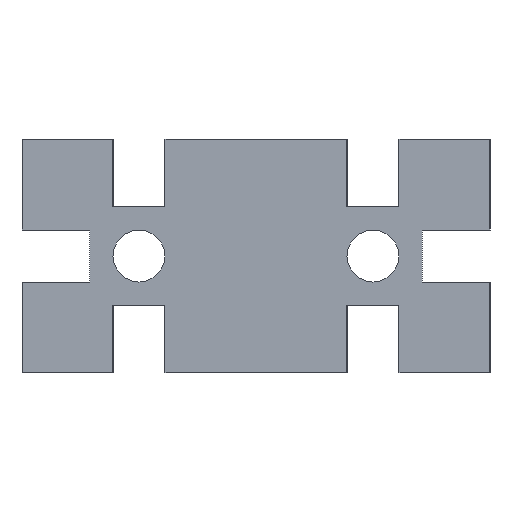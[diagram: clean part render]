
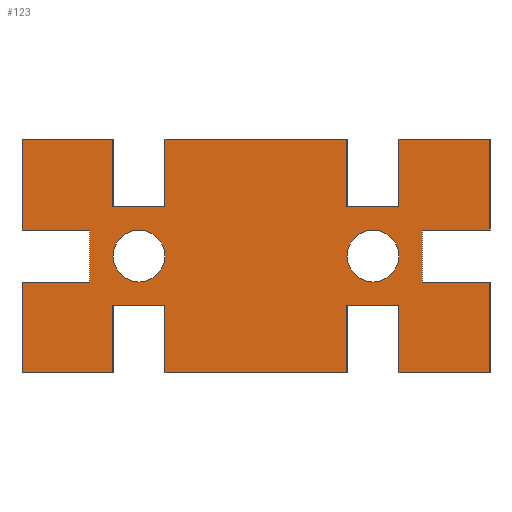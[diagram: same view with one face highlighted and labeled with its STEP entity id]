
A CAD part, left-side view. The second image highlights one B-rep face of the part: STEP entity #123.
In plain terms, the highlighted planar face has unit normal (-1, 0, 0).
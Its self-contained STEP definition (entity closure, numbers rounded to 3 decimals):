
#123=ADVANCED_FACE('',(#241,#242,#243),#244,.F.);
#241=FACE_BOUND('',#355,.T.);
#242=FACE_BOUND('',#356,.T.);
#243=FACE_OUTER_BOUND('',#357,.T.);
#244=PLANE('',#358);
#355=EDGE_LOOP('',(#623,#624));
#356=EDGE_LOOP('',(#625,#626));
#357=EDGE_LOOP('',(#627,#628,#629,#630,#631,#632,#633,#634,#635,#636,#637,#638,#639,#640,#641,#642,#643,#644,#645,#646,#647,#648,#649,#650,#651,#652,#653,#654));
#358=AXIS2_PLACEMENT_3D('',#655,#656,#657);
#623=ORIENTED_EDGE('',*,*,#704,.T.);
#624=ORIENTED_EDGE('',*,*,#706,.T.);
#625=ORIENTED_EDGE('',*,*,#699,.T.);
#626=ORIENTED_EDGE('',*,*,#709,.T.);
#627=ORIENTED_EDGE('',*,*,#822,.F.);
#628=ORIENTED_EDGE('',*,*,#714,.F.);
#629=ORIENTED_EDGE('',*,*,#719,.F.);
#630=ORIENTED_EDGE('',*,*,#723,.F.);
#631=ORIENTED_EDGE('',*,*,#727,.F.);
#632=ORIENTED_EDGE('',*,*,#731,.F.);
#633=ORIENTED_EDGE('',*,*,#735,.F.);
#634=ORIENTED_EDGE('',*,*,#739,.F.);
#635=ORIENTED_EDGE('',*,*,#743,.F.);
#636=ORIENTED_EDGE('',*,*,#747,.F.);
#637=ORIENTED_EDGE('',*,*,#751,.F.);
#638=ORIENTED_EDGE('',*,*,#755,.F.);
#639=ORIENTED_EDGE('',*,*,#759,.F.);
#640=ORIENTED_EDGE('',*,*,#763,.F.);
#641=ORIENTED_EDGE('',*,*,#767,.F.);
#642=ORIENTED_EDGE('',*,*,#771,.F.);
#643=ORIENTED_EDGE('',*,*,#775,.F.);
#644=ORIENTED_EDGE('',*,*,#779,.F.);
#645=ORIENTED_EDGE('',*,*,#783,.F.);
#646=ORIENTED_EDGE('',*,*,#787,.F.);
#647=ORIENTED_EDGE('',*,*,#791,.F.);
#648=ORIENTED_EDGE('',*,*,#795,.F.);
#649=ORIENTED_EDGE('',*,*,#799,.F.);
#650=ORIENTED_EDGE('',*,*,#803,.F.);
#651=ORIENTED_EDGE('',*,*,#807,.F.);
#652=ORIENTED_EDGE('',*,*,#811,.F.);
#653=ORIENTED_EDGE('',*,*,#815,.F.);
#654=ORIENTED_EDGE('',*,*,#819,.F.);
#655=CARTESIAN_POINT('',(0.0,0.,0.));
#656=DIRECTION('',(1.0,0.0,0.0));
#657=DIRECTION('',(0.0,1.0,0.0));
#699=EDGE_CURVE('',#828,#832,#834,.T.);
#704=EDGE_CURVE('',#837,#841,#843,.T.);
#706=EDGE_CURVE('',#841,#837,#845,.T.);
#709=EDGE_CURVE('',#832,#828,#848,.T.);
#714=EDGE_CURVE('',#854,#856,#857,.T.);
#719=EDGE_CURVE('',#862,#854,#864,.T.);
#723=EDGE_CURVE('',#868,#862,#870,.T.);
#727=EDGE_CURVE('',#874,#868,#876,.T.);
#731=EDGE_CURVE('',#880,#874,#882,.T.);
#735=EDGE_CURVE('',#886,#880,#888,.T.);
#739=EDGE_CURVE('',#892,#886,#894,.T.);
#743=EDGE_CURVE('',#898,#892,#900,.T.);
#747=EDGE_CURVE('',#904,#898,#906,.T.);
#751=EDGE_CURVE('',#910,#904,#912,.T.);
#755=EDGE_CURVE('',#916,#910,#918,.T.);
#759=EDGE_CURVE('',#922,#916,#924,.T.);
#763=EDGE_CURVE('',#928,#922,#930,.T.);
#767=EDGE_CURVE('',#934,#928,#936,.T.);
#771=EDGE_CURVE('',#940,#934,#942,.T.);
#775=EDGE_CURVE('',#946,#940,#948,.T.);
#779=EDGE_CURVE('',#952,#946,#954,.T.);
#783=EDGE_CURVE('',#958,#952,#960,.T.);
#787=EDGE_CURVE('',#964,#958,#966,.T.);
#791=EDGE_CURVE('',#970,#964,#972,.T.);
#795=EDGE_CURVE('',#976,#970,#978,.T.);
#799=EDGE_CURVE('',#982,#976,#984,.T.);
#803=EDGE_CURVE('',#988,#982,#990,.T.);
#807=EDGE_CURVE('',#994,#988,#996,.T.);
#811=EDGE_CURVE('',#1000,#994,#1002,.T.);
#815=EDGE_CURVE('',#1006,#1000,#1008,.T.);
#819=EDGE_CURVE('',#1012,#1006,#1014,.T.);
#822=EDGE_CURVE('',#856,#1012,#1017,.T.);
#828=VERTEX_POINT('',#1023);
#832=VERTEX_POINT('',#1028);
#834=CIRCLE('',#1031,5.0);
#837=VERTEX_POINT('',#1034);
#841=VERTEX_POINT('',#1039);
#843=CIRCLE('',#1042,5.0);
#845=CIRCLE('',#1044,5.0);
#848=CIRCLE('',#1047,5.0);
#854=VERTEX_POINT('',#1054);
#856=VERTEX_POINT('',#1057);
#857=LINE('',#1058,#1059);
#862=VERTEX_POINT('',#1066);
#864=LINE('',#1069,#1070);
#868=VERTEX_POINT('',#1075);
#870=LINE('',#1078,#1079);
#874=VERTEX_POINT('',#1084);
#876=LINE('',#1087,#1088);
#880=VERTEX_POINT('',#1093);
#882=LINE('',#1096,#1097);
#886=VERTEX_POINT('',#1102);
#888=LINE('',#1105,#1106);
#892=VERTEX_POINT('',#1111);
#894=LINE('',#1114,#1115);
#898=VERTEX_POINT('',#1120);
#900=LINE('',#1123,#1124);
#904=VERTEX_POINT('',#1129);
#906=LINE('',#1132,#1133);
#910=VERTEX_POINT('',#1138);
#912=LINE('',#1141,#1142);
#916=VERTEX_POINT('',#1147);
#918=LINE('',#1150,#1151);
#922=VERTEX_POINT('',#1156);
#924=LINE('',#1159,#1160);
#928=VERTEX_POINT('',#1165);
#930=LINE('',#1168,#1169);
#934=VERTEX_POINT('',#1174);
#936=LINE('',#1177,#1178);
#940=VERTEX_POINT('',#1183);
#942=LINE('',#1186,#1187);
#946=VERTEX_POINT('',#1192);
#948=LINE('',#1195,#1196);
#952=VERTEX_POINT('',#1201);
#954=LINE('',#1204,#1205);
#958=VERTEX_POINT('',#1210);
#960=LINE('',#1213,#1214);
#964=VERTEX_POINT('',#1219);
#966=LINE('',#1222,#1223);
#970=VERTEX_POINT('',#1228);
#972=LINE('',#1231,#1232);
#976=VERTEX_POINT('',#1237);
#978=LINE('',#1240,#1241);
#982=VERTEX_POINT('',#1246);
#984=LINE('',#1249,#1250);
#988=VERTEX_POINT('',#1255);
#990=LINE('',#1258,#1259);
#994=VERTEX_POINT('',#1264);
#996=LINE('',#1267,#1268);
#1000=VERTEX_POINT('',#1273);
#1002=LINE('',#1276,#1277);
#1006=VERTEX_POINT('',#1282);
#1008=LINE('',#1285,#1286);
#1012=VERTEX_POINT('',#1291);
#1014=LINE('',#1294,#1295);
#1017=LINE('',#1299,#1300);
#1023=CARTESIAN_POINT('',(0.0,-22.5,-5.0));
#1028=CARTESIAN_POINT('',(0.0,-22.5,5.0));
#1031=AXIS2_PLACEMENT_3D('',#1309,#1310,#1311);
#1034=CARTESIAN_POINT('',(0.0,22.5,-5.0));
#1039=CARTESIAN_POINT('',(0.0,22.5,5.0));
#1042=AXIS2_PLACEMENT_3D('',#1317,#1318,#1319);
#1044=AXIS2_PLACEMENT_3D('',#1320,#1321,#1322);
#1047=AXIS2_PLACEMENT_3D('',#1326,#1327,#1328);
#1054=CARTESIAN_POINT('',(0.0,-17.5,9.5));
#1057=CARTESIAN_POINT('',(0.0,-27.5,9.5));
#1058=CARTESIAN_POINT('',(0.0,-17.5,9.5));
#1059=VECTOR('',#1334,1.0);
#1066=CARTESIAN_POINT('',(0.0,-17.5,22.5));
#1069=CARTESIAN_POINT('',(0.0,-17.5,22.5));
#1070=VECTOR('',#1338,1.0);
#1075=CARTESIAN_POINT('',(0.0,17.5,22.5));
#1078=CARTESIAN_POINT('',(0.0,17.5,22.5));
#1079=VECTOR('',#1341,1.0);
#1084=CARTESIAN_POINT('',(0.0,17.5,9.5));
#1087=CARTESIAN_POINT('',(0.0,17.5,9.5));
#1088=VECTOR('',#1344,1.0);
#1093=CARTESIAN_POINT('',(0.0,27.5,9.5));
#1096=CARTESIAN_POINT('',(0.0,27.5,9.5));
#1097=VECTOR('',#1347,1.0);
#1102=CARTESIAN_POINT('',(0.0,27.5,22.5));
#1105=CARTESIAN_POINT('',(0.0,27.5,22.5));
#1106=VECTOR('',#1350,1.0);
#1111=CARTESIAN_POINT('',(0.0,45.0,22.5));
#1114=CARTESIAN_POINT('',(0.0,45.0,22.5));
#1115=VECTOR('',#1353,1.0);
#1120=CARTESIAN_POINT('',(0.0,45.0,5.0));
#1123=CARTESIAN_POINT('',(0.0,45.0,5.0));
#1124=VECTOR('',#1356,1.0);
#1129=CARTESIAN_POINT('',(0.0,32.0,5.0));
#1132=CARTESIAN_POINT('',(0.0,32.0,5.0));
#1133=VECTOR('',#1359,1.0);
#1138=CARTESIAN_POINT('',(0.0,32.0,-5.0));
#1141=CARTESIAN_POINT('',(0.0,32.0,-5.0));
#1142=VECTOR('',#1362,1.0);
#1147=CARTESIAN_POINT('',(0.0,45.0,-5.0));
#1150=CARTESIAN_POINT('',(0.0,45.0,-5.0));
#1151=VECTOR('',#1365,1.0);
#1156=CARTESIAN_POINT('',(0.0,45.0,-22.5));
#1159=CARTESIAN_POINT('',(0.0,45.0,-22.5));
#1160=VECTOR('',#1368,1.0);
#1165=CARTESIAN_POINT('',(0.0,27.5,-22.5));
#1168=CARTESIAN_POINT('',(0.0,27.5,-22.5));
#1169=VECTOR('',#1371,1.0);
#1174=CARTESIAN_POINT('',(0.0,27.5,-9.5));
#1177=CARTESIAN_POINT('',(0.0,27.5,-9.5));
#1178=VECTOR('',#1374,1.0);
#1183=CARTESIAN_POINT('',(0.0,17.5,-9.5));
#1186=CARTESIAN_POINT('',(0.0,17.5,-9.5));
#1187=VECTOR('',#1377,1.0);
#1192=CARTESIAN_POINT('',(0.0,17.5,-22.5));
#1195=CARTESIAN_POINT('',(0.0,17.5,-22.5));
#1196=VECTOR('',#1380,1.0);
#1201=CARTESIAN_POINT('',(0.0,-17.5,-22.5));
#1204=CARTESIAN_POINT('',(0.0,-17.5,-22.5));
#1205=VECTOR('',#1383,1.0);
#1210=CARTESIAN_POINT('',(0.0,-17.5,-9.5));
#1213=CARTESIAN_POINT('',(0.0,-17.5,-9.5));
#1214=VECTOR('',#1386,1.0);
#1219=CARTESIAN_POINT('',(0.0,-27.5,-9.5));
#1222=CARTESIAN_POINT('',(0.0,-27.5,-9.5));
#1223=VECTOR('',#1389,1.0);
#1228=CARTESIAN_POINT('',(0.0,-27.5,-22.5));
#1231=CARTESIAN_POINT('',(0.0,-27.5,-22.5));
#1232=VECTOR('',#1392,1.0);
#1237=CARTESIAN_POINT('',(0.0,-45.0,-22.5));
#1240=CARTESIAN_POINT('',(0.0,-45.0,-22.5));
#1241=VECTOR('',#1395,1.0);
#1246=CARTESIAN_POINT('',(0.0,-45.0,-5.0));
#1249=CARTESIAN_POINT('',(0.0,-45.0,-5.0));
#1250=VECTOR('',#1398,1.0);
#1255=CARTESIAN_POINT('',(0.0,-32.0,-5.0));
#1258=CARTESIAN_POINT('',(0.0,-32.0,-5.0));
#1259=VECTOR('',#1401,1.0);
#1264=CARTESIAN_POINT('',(0.0,-32.0,5.0));
#1267=CARTESIAN_POINT('',(0.0,-32.0,5.0));
#1268=VECTOR('',#1404,1.0);
#1273=CARTESIAN_POINT('',(0.0,-45.0,5.0));
#1276=CARTESIAN_POINT('',(0.0,-45.0,5.0));
#1277=VECTOR('',#1407,1.0);
#1282=CARTESIAN_POINT('',(0.0,-45.0,22.5));
#1285=CARTESIAN_POINT('',(0.0,-45.0,22.5));
#1286=VECTOR('',#1410,1.0);
#1291=CARTESIAN_POINT('',(0.0,-27.5,22.5));
#1294=CARTESIAN_POINT('',(0.0,-27.5,22.5));
#1295=VECTOR('',#1413,1.0);
#1299=CARTESIAN_POINT('',(0.0,-27.5,9.5));
#1300=VECTOR('',#1415,1.0);
#1309=CARTESIAN_POINT('',(0.0,-22.5,0.0));
#1310=DIRECTION('',(1.0,0.0,0.0));
#1311=DIRECTION('',(0.0,0.0,-1.0));
#1317=CARTESIAN_POINT('',(0.0,22.5,0.0));
#1318=DIRECTION('',(1.0,0.0,0.0));
#1319=DIRECTION('',(0.0,0.0,-1.0));
#1320=CARTESIAN_POINT('',(0.0,22.5,0.0));
#1321=DIRECTION('',(1.0,0.0,0.0));
#1322=DIRECTION('',(0.0,0.0,-1.0));
#1326=CARTESIAN_POINT('',(0.0,-22.5,0.0));
#1327=DIRECTION('',(1.0,0.0,0.0));
#1328=DIRECTION('',(0.0,0.0,-1.0));
#1334=DIRECTION('',(0.0,-1.0,0.0));
#1338=DIRECTION('',(0.0,0.0,-1.0));
#1341=DIRECTION('',(0.0,-1.0,0.0));
#1344=DIRECTION('',(0.0,0.0,1.0));
#1347=DIRECTION('',(0.0,-1.0,0.0));
#1350=DIRECTION('',(0.0,0.0,-1.0));
#1353=DIRECTION('',(0.0,-1.0,0.0));
#1356=DIRECTION('',(0.0,0.0,1.0));
#1359=DIRECTION('',(0.0,1.0,0.0));
#1362=DIRECTION('',(0.0,0.0,1.0));
#1365=DIRECTION('',(0.0,-1.0,0.0));
#1368=DIRECTION('',(0.0,0.0,1.0));
#1371=DIRECTION('',(0.0,1.0,0.0));
#1374=DIRECTION('',(0.0,0.0,-1.0));
#1377=DIRECTION('',(0.0,1.0,0.0));
#1380=DIRECTION('',(0.0,0.0,1.0));
#1383=DIRECTION('',(0.0,1.0,0.0));
#1386=DIRECTION('',(0.0,0.0,-1.0));
#1389=DIRECTION('',(0.0,1.0,0.0));
#1392=DIRECTION('',(0.0,0.0,1.0));
#1395=DIRECTION('',(0.0,1.0,0.0));
#1398=DIRECTION('',(0.0,0.0,-1.0));
#1401=DIRECTION('',(0.0,-1.0,0.0));
#1404=DIRECTION('',(0.0,0.0,-1.0));
#1407=DIRECTION('',(0.0,1.0,0.0));
#1410=DIRECTION('',(0.0,0.0,-1.0));
#1413=DIRECTION('',(0.0,-1.0,0.0));
#1415=DIRECTION('',(0.0,0.0,1.0));
